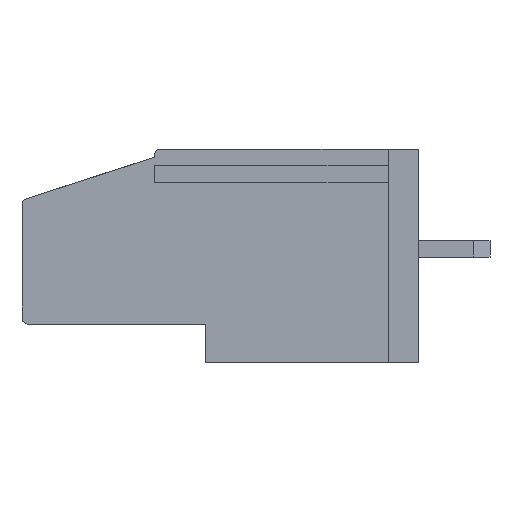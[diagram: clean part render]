
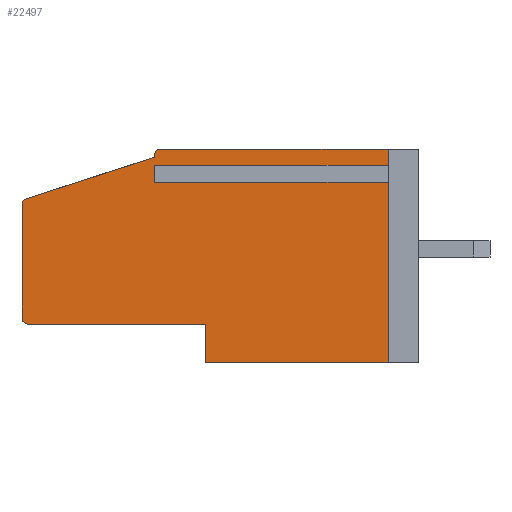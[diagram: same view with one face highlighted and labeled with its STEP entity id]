
A CAD part, left-side view. The second image highlights one B-rep face of the part: STEP entity #22497.
In plain terms, the highlighted planar face has unit normal (-1, 0, 0).
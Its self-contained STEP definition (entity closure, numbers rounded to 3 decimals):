
#46 = LINE ( 'NONE', #12665, #4327 ) ;
#180 = ORIENTED_EDGE ( 'NONE', *, *, #17211, .T. ) ;
#361 = DIRECTION ( 'NONE',  ( 0., 0., -1. ) ) ;
#382 = ORIENTED_EDGE ( 'NONE', *, *, #10951, .F. ) ;
#459 = VERTEX_POINT ( 'NONE', #7012 ) ;
#503 = AXIS2_PLACEMENT_3D ( 'NONE', #4353, #10182, #22153 ) ;
#714 = EDGE_LOOP ( 'NONE', ( #2081, #17214, #17684, #31173, #11858, #27864, #10670, #8108, #180, #16402, #382, #3154, #20781, #8459, #24657 ) ) ;
#910 = VERTEX_POINT ( 'NONE', #4080 ) ;
#1458 = CARTESIAN_POINT ( 'NONE',  ( 0., 19.5, 8. ) ) ;
#2078 = AXIS2_PLACEMENT_3D ( 'NONE', #29726, #26913, #21980 ) ;
#2081 = ORIENTED_EDGE ( 'NONE', *, *, #5630, .F. ) ;
#2104 = LINE ( 'NONE', #22985, #22931 ) ;
#2369 = CARTESIAN_POINT ( 'NONE',  ( 0., 13., 10.1 ) ) ;
#2489 = CARTESIAN_POINT ( 'NONE',  ( 0., 1.5, 9.098 ) ) ;
#2523 = LINE ( 'NONE', #30363, #11808 ) ;
#2828 = EDGE_CURVE ( 'NONE', #21890, #23214, #31750, .T. ) ;
#2997 = EDGE_CURVE ( 'NONE', #910, #19424, #27313, .T. ) ;
#3009 = EDGE_CURVE ( 'NONE', #459, #20530, #26822, .T. ) ;
#3154 = ORIENTED_EDGE ( 'NONE', *, *, #18826, .T. ) ;
#3322 = CARTESIAN_POINT ( 'NONE',  ( 0., 19.5, 10.5 ) ) ;
#3549 = DIRECTION ( 'NONE',  ( 0., 0., 1. ) ) ;
#3691 = DIRECTION ( 'NONE',  ( 0., 1., 0. ) ) ;
#3706 = LINE ( 'NONE', #13842, #3813 ) ;
#3813 = VECTOR ( 'NONE', #3549, 1000. ) ;
#4080 = CARTESIAN_POINT ( 'NONE',  ( 0., 1.5, 10.5 ) ) ;
#4327 = VECTOR ( 'NONE', #20004, 1000. ) ;
#4353 = CARTESIAN_POINT ( 'NONE',  ( 0., 19.2, 2.2 ) ) ;
#4550 = VECTOR ( 'NONE', #5982, 1000. ) ;
#4595 = DIRECTION ( 'NONE',  ( 0., -0.952, 0.307 ) ) ;
#5464 = VECTOR ( 'NONE', #8604, 1000. ) ;
#5559 = VERTEX_POINT ( 'NONE', #10700 ) ;
#5630 = EDGE_CURVE ( 'NONE', #21890, #29875, #3706, .T. ) ;
#5982 = DIRECTION ( 'NONE',  ( 0., 0., 1. ) ) ;
#6051 = EDGE_CURVE ( 'NONE', #5559, #23214, #11825, .T. ) ;
#6696 = CARTESIAN_POINT ( 'NONE',  ( 0., 19.2, 7.782 ) ) ;
#7012 = CARTESIAN_POINT ( 'NONE',  ( 0., 19.292, 8.067 ) ) ;
#7165 = CARTESIAN_POINT ( 'NONE',  ( 0., 13., 10.2 ) ) ;
#7409 = VERTEX_POINT ( 'NONE', #32495 ) ;
#8108 = ORIENTED_EDGE ( 'NONE', *, *, #19240, .F. ) ;
#8150 = LINE ( 'NONE', #18632, #4550 ) ;
#8459 = ORIENTED_EDGE ( 'NONE', *, *, #3009, .F. ) ;
#8604 = DIRECTION ( 'NONE',  ( 0., 0., 1. ) ) ;
#8814 = CIRCLE ( 'NONE', #29985, 0.3 ) ;
#8853 = DIRECTION ( 'NONE',  ( 0., -1., 0. ) ) ;
#9277 = EDGE_CURVE ( 'NONE', #16840, #18131, #2523, .T. ) ;
#9278 = CIRCLE ( 'NONE', #10359, 0.3 ) ;
#9626 = VERTEX_POINT ( 'NONE', #7165 ) ;
#9706 = CARTESIAN_POINT ( 'NONE',  ( 0., 19.5, 7.782 ) ) ;
#10182 = DIRECTION ( 'NONE',  ( -1., 0., 0. ) ) ;
#10230 = DIRECTION ( 'NONE',  ( 0., 0., -1. ) ) ;
#10359 = AXIS2_PLACEMENT_3D ( 'NONE', #13234, #15250, #18070 ) ;
#10670 = ORIENTED_EDGE ( 'NONE', *, *, #9277, .F. ) ;
#10700 = CARTESIAN_POINT ( 'NONE',  ( 0., 10.5, 1.9 ) ) ;
#10951 = EDGE_CURVE ( 'NONE', #21417, #910, #28206, .T. ) ;
#11808 = VECTOR ( 'NONE', #15118, 1000. ) ;
#11825 = LINE ( 'NONE', #31873, #31394 ) ;
#11858 = ORIENTED_EDGE ( 'NONE', *, *, #23083, .T. ) ;
#12007 = PLANE ( 'NONE',  #2078 ) ;
#12665 = CARTESIAN_POINT ( 'NONE',  ( 0., 19.5, 0. ) ) ;
#13234 = CARTESIAN_POINT ( 'NONE',  ( 0., 12.7, 10.2 ) ) ;
#13842 = CARTESIAN_POINT ( 'NONE',  ( 0., 19.5, 10.5 ) ) ;
#13906 = LINE ( 'NONE', #28658, #5464 ) ;
#14659 = FACE_OUTER_BOUND ( 'NONE', #714, .T. ) ;
#15118 = DIRECTION ( 'NONE',  ( 0., -1., 0. ) ) ;
#15250 = DIRECTION ( 'NONE',  ( -1., 0., 0. ) ) ;
#15303 = CARTESIAN_POINT ( 'NONE',  ( 0., 13., 9.502 ) ) ;
#16050 = CARTESIAN_POINT ( 'NONE',  ( 0., 19.5, 2.2 ) ) ;
#16402 = ORIENTED_EDGE ( 'NONE', *, *, #2997, .F. ) ;
#16639 = EDGE_CURVE ( 'NONE', #18131, #23882, #2104, .T. ) ;
#16840 = VERTEX_POINT ( 'NONE', #19062 ) ;
#16841 = DIRECTION ( 'NONE',  ( 0., 0., -1. ) ) ;
#17001 = DIRECTION ( 'NONE',  ( -1., 0., 0. ) ) ;
#17211 = EDGE_CURVE ( 'NONE', #7409, #19424, #21803, .T. ) ;
#17214 = ORIENTED_EDGE ( 'NONE', *, *, #2828, .T. ) ;
#17456 = EDGE_CURVE ( 'NONE', #20530, #9626, #13906, .T. ) ;
#17684 = ORIENTED_EDGE ( 'NONE', *, *, #6051, .F. ) ;
#18070 = DIRECTION ( 'NONE',  ( 0., 0., -1. ) ) ;
#18131 = VERTEX_POINT ( 'NONE', #2489 ) ;
#18132 = CARTESIAN_POINT ( 'NONE',  ( 0., 10.5, 0. ) ) ;
#18632 = CARTESIAN_POINT ( 'NONE',  ( 0., 10.5, 1.9 ) ) ;
#18826 = EDGE_CURVE ( 'NONE', #21417, #9626, #9278, .T. ) ;
#19062 = CARTESIAN_POINT ( 'NONE',  ( 0., 13., 9.098 ) ) ;
#19121 = VERTEX_POINT ( 'NONE', #18132 ) ;
#19240 = EDGE_CURVE ( 'NONE', #7409, #16840, #20314, .T. ) ;
#19424 = VERTEX_POINT ( 'NONE', #19756 ) ;
#19560 = CARTESIAN_POINT ( 'NONE',  ( 0., 1.5, 10.5 ) ) ;
#19756 = CARTESIAN_POINT ( 'NONE',  ( 0., 1.5, 9.502 ) ) ;
#19932 = VECTOR ( 'NONE', #361, 1000. ) ;
#20004 = DIRECTION ( 'NONE',  ( 0., -1., 0. ) ) ;
#20314 = LINE ( 'NONE', #15303, #19932 ) ;
#20400 = VECTOR ( 'NONE', #30359, 1000. ) ;
#20401 = CARTESIAN_POINT ( 'NONE',  ( 0., 1.5, 0. ) ) ;
#20530 = VERTEX_POINT ( 'NONE', #2369 ) ;
#20640 = CARTESIAN_POINT ( 'NONE',  ( 0., 19.2, 1.9 ) ) ;
#20658 = VECTOR ( 'NONE', #4595, 1000. ) ;
#20781 = ORIENTED_EDGE ( 'NONE', *, *, #17456, .F. ) ;
#21328 = EDGE_CURVE ( 'NONE', #459, #29875, #8814, .T. ) ;
#21417 = VERTEX_POINT ( 'NONE', #25891 ) ;
#21803 = LINE ( 'NONE', #31863, #32491 ) ;
#21890 = VERTEX_POINT ( 'NONE', #16050 ) ;
#21980 = DIRECTION ( 'NONE',  ( 0., 0., -1. ) ) ;
#22153 = DIRECTION ( 'NONE',  ( 0., 0., -1. ) ) ;
#22497 = ADVANCED_FACE ( 'NONE', ( #14659 ), #12007, .F. ) ;
#22931 = VECTOR ( 'NONE', #10230, 1000. ) ;
#22985 = CARTESIAN_POINT ( 'NONE',  ( 0., 1.5, 10.5 ) ) ;
#23083 = EDGE_CURVE ( 'NONE', #19121, #23882, #46, .T. ) ;
#23214 = VERTEX_POINT ( 'NONE', #20640 ) ;
#23882 = VERTEX_POINT ( 'NONE', #20401 ) ;
#24657 = ORIENTED_EDGE ( 'NONE', *, *, #21328, .T. ) ;
#25891 = CARTESIAN_POINT ( 'NONE',  ( 0., 12.7, 10.5 ) ) ;
#26822 = LINE ( 'NONE', #1458, #20658 ) ;
#26913 = DIRECTION ( 'NONE',  ( 1., 0., 0. ) ) ;
#27313 = LINE ( 'NONE', #19560, #30683 ) ;
#27864 = ORIENTED_EDGE ( 'NONE', *, *, #16639, .F. ) ;
#28206 = LINE ( 'NONE', #3322, #20400 ) ;
#28658 = CARTESIAN_POINT ( 'NONE',  ( 0., 13., 10.1 ) ) ;
#29150 = DIRECTION ( 'NONE',  ( 0., 0., -1. ) ) ;
#29726 = CARTESIAN_POINT ( 'NONE',  ( 0., 19.5, 10.5 ) ) ;
#29875 = VERTEX_POINT ( 'NONE', #9706 ) ;
#29985 = AXIS2_PLACEMENT_3D ( 'NONE', #6696, #17001, #16841 ) ;
#30359 = DIRECTION ( 'NONE',  ( 0., -1., 0. ) ) ;
#30363 = CARTESIAN_POINT ( 'NONE',  ( 0., 13., 9.098 ) ) ;
#30683 = VECTOR ( 'NONE', #29150, 1000. ) ;
#31173 = ORIENTED_EDGE ( 'NONE', *, *, #32363, .F. ) ;
#31394 = VECTOR ( 'NONE', #3691, 1000. ) ;
#31750 = CIRCLE ( 'NONE', #503, 0.3 ) ;
#31863 = CARTESIAN_POINT ( 'NONE',  ( 0., 13., 9.502 ) ) ;
#31873 = CARTESIAN_POINT ( 'NONE',  ( 0., 19.5, 1.9 ) ) ;
#32363 = EDGE_CURVE ( 'NONE', #19121, #5559, #8150, .T. ) ;
#32491 = VECTOR ( 'NONE', #8853, 1000. ) ;
#32495 = CARTESIAN_POINT ( 'NONE',  ( 0., 13., 9.502 ) ) ;
